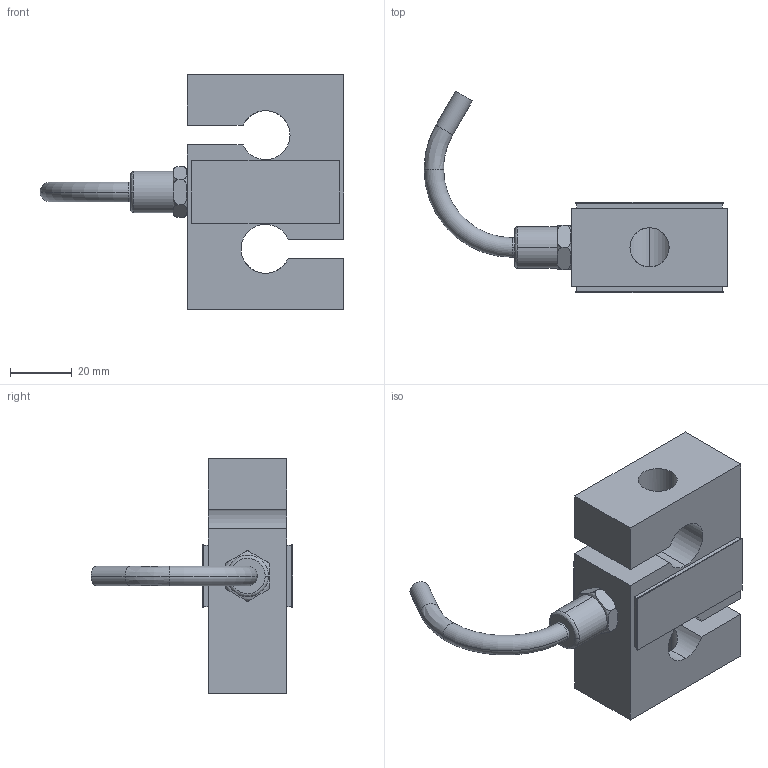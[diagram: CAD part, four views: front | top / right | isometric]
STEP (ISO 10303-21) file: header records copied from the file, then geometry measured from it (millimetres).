
FILE_DESCRIPTION (( 'STEP AP203' ), '1' );
FILE_NAME ('Interface SSM-AJ-750 thru -3000.STEP', '2013-04-02T21:31:26', ( 'Ricky Parrish' ), ( '' ), 'SwSTEP 2.0', 'SolidWorks 2002349', '' );
FILE_SCHEMA (( 'CONFIG_CONTROL_DESIGN' ));
Length unit declared in the file: inch
Products named in the file (1): Interface SSM-AJ-750 thru -3000
Bounding box: 98.46 x 65.37 x 76.2 mm (x, y, z)
Volume: 88063.8 mm3; surface area: 20044.2 mm2
Topology: 1 solids, 1 shells, 66 faces, 176 edges, 116 vertices
Faces by surface type: plane 40, cylinder 16, bspline 8, torus 2
Entity records: 2677 total; most frequent: CARTESIAN_POINT 1019, ORIENTED_EDGE 352, DIRECTION 296, EDGE_CURVE 176, VERTEX_POINT 116, LINE 102, VECTOR 102, AXIS2_PLACEMENT_3D 97
